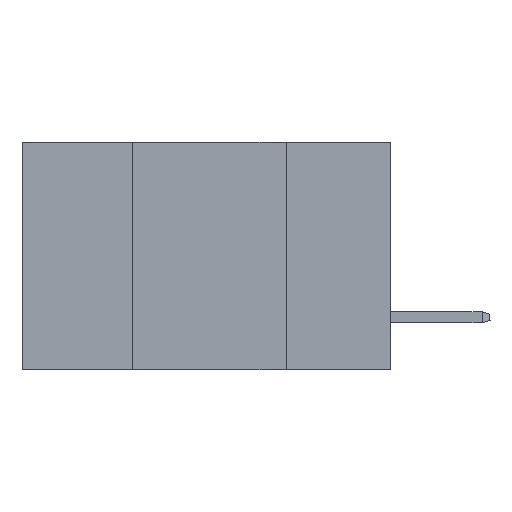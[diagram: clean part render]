
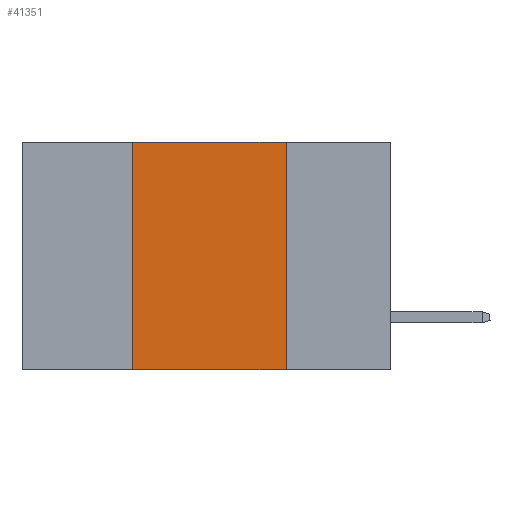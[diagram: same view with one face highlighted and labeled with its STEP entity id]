
A CAD part, left-side view. The second image highlights one B-rep face of the part: STEP entity #41351.
In plain terms, the highlighted planar face has unit normal (-1, 0, 0).
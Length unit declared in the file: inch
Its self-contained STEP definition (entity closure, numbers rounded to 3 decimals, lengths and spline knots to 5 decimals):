
#871 = CARTESIAN_POINT ( 'NONE',  ( 0., 0.42, 0. ) ) ;
#874 = VERTEX_POINT ( 'NONE', #41940 ) ;
#3132 = VECTOR ( 'NONE', #27963, 39.37008 ) ;
#6330 = VERTEX_POINT ( 'NONE', #29296 ) ;
#9243 = EDGE_CURVE ( 'NONE', #46559, #874, #11200, .T. ) ;
#11200 = LINE ( 'NONE', #19016, #39487 ) ;
#12136 = DIRECTION ( 'NONE',  ( 0., 0., 1. ) ) ;
#12282 = CARTESIAN_POINT ( 'NONE',  ( 0., 0.42, 0. ) ) ;
#12416 = LINE ( 'NONE', #31296, #3132 ) ;
#12699 = CARTESIAN_POINT ( 'NONE',  ( 0., 0.6, -0.37 ) ) ;
#12812 = ORIENTED_EDGE ( 'NONE', *, *, #41158, .F. ) ;
#13088 = PLANE ( 'NONE',  #35135 ) ;
#14986 = VECTOR ( 'NONE', #31244, 39.37008 ) ;
#17137 = LINE ( 'NONE', #12282, #30977 ) ;
#19016 = CARTESIAN_POINT ( 'NONE',  ( 0., 0.6, 0. ) ) ;
#20947 = ORIENTED_EDGE ( 'NONE', *, *, #45637, .T. ) ;
#24199 = DIRECTION ( 'NONE',  ( 1., 0., 0. ) ) ;
#24951 = CARTESIAN_POINT ( 'NONE',  ( 0., 0.17, -0.37 ) ) ;
#27963 = DIRECTION ( 'NONE',  ( 0., 0., -1. ) ) ;
#27966 = DIRECTION ( 'NONE',  ( 0., 0., -1. ) ) ;
#29296 = CARTESIAN_POINT ( 'NONE',  ( 0., 0.42, -0.37 ) ) ;
#30506 = ORIENTED_EDGE ( 'NONE', *, *, #36504, .F. ) ;
#30594 = LINE ( 'NONE', #12699, #14986 ) ;
#30977 = VECTOR ( 'NONE', #12136, 39.37008 ) ;
#31244 = DIRECTION ( 'NONE',  ( 0., -1., 0. ) ) ;
#31296 = CARTESIAN_POINT ( 'NONE',  ( 0., 0.17, 0. ) ) ;
#34133 = ORIENTED_EDGE ( 'NONE', *, *, #9243, .F. ) ;
#35135 = AXIS2_PLACEMENT_3D ( 'NONE', #46285, #24199, #27966 ) ;
#35439 = VERTEX_POINT ( 'NONE', #24951 ) ;
#36504 = EDGE_CURVE ( 'NONE', #874, #35439, #12416, .T. ) ;
#38499 = EDGE_LOOP ( 'NONE', ( #30506, #34133, #12812, #20947 ) ) ;
#39487 = VECTOR ( 'NONE', #44572, 39.37008 ) ;
#41158 = EDGE_CURVE ( 'NONE', #6330, #46559, #17137, .T. ) ;
#41351 = ADVANCED_FACE ( 'NONE', ( #44783 ), #13088, .F. ) ;
#41940 = CARTESIAN_POINT ( 'NONE',  ( 0., 0.17, 0. ) ) ;
#44572 = DIRECTION ( 'NONE',  ( 0., -1., 0. ) ) ;
#44783 = FACE_OUTER_BOUND ( 'NONE', #38499, .T. ) ;
#45637 = EDGE_CURVE ( 'NONE', #6330, #35439, #30594, .T. ) ;
#46285 = CARTESIAN_POINT ( 'NONE',  ( 0., 0.6, 0. ) ) ;
#46559 = VERTEX_POINT ( 'NONE', #871 ) ;
